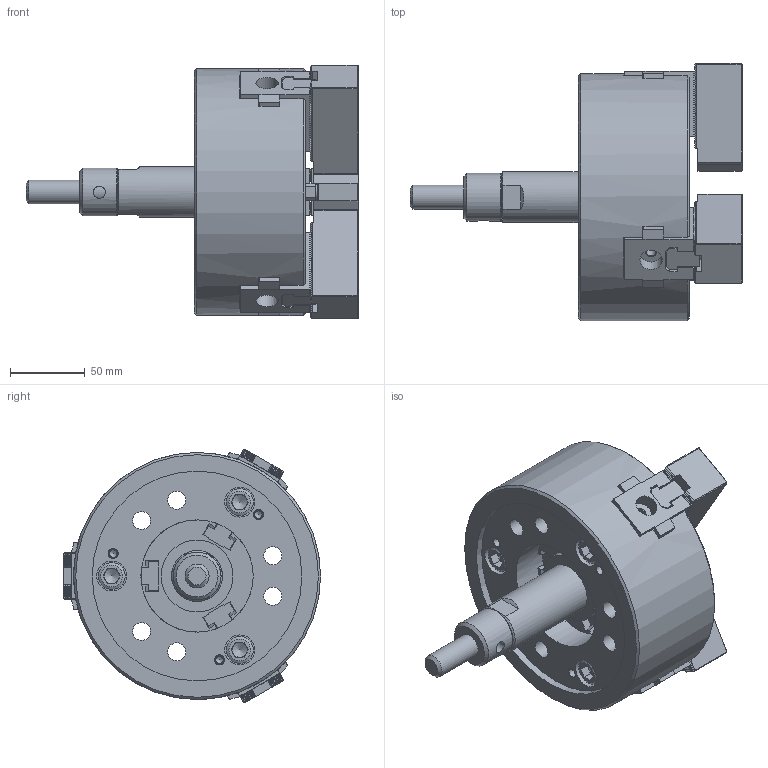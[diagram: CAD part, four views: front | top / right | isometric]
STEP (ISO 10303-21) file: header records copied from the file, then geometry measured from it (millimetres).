
FILE_DESCRIPTION(/* description */ ('Unknown'),/* implementation_level */ '2;1');
FILE_NAME(/* name */ 'NL06-Solid',/* time_stamp */ '2019-08-15T11:16:41+01:00',/* author */ ('Unknown'),/* organization */ ('Unknown'),/* preprocessor_version */ 'ST-DEVELOPER v16.7',/* originating_system */ 'DEX',/* authorisation */ $);
FILE_SCHEMA (('AUTOMOTIVE_DESIGN {1 0 10303 214 3 1 1}'));
Products named in the file (1): 61P211225_NL06_ASSY
Bounding box: 221.7 x 171.75 x 169.49 mm (x, y, z)
Volume: 1552902.3 mm3; surface area: 318279.1 mm2
Topology: 27 solids, 27 shells, 2189 faces, 6077 edges, 3977 vertices
Faces by surface type: plane 1929, cylinder 153, cone 106, torus 1
Full cylindrical faces by diameter (mm): 4.2 x3, 5 x16, 5.5 x3, 6 x6, 8 x1, 8.5 x3, 9.5 x3, 10 x12, 11 x6, 12 x12, 13.5 x3, 15 x3, 16 x9, 17 x13, 18 x3, 20 x3, 24 x1, 25 x2, 32 x1, 34 x2, 35 x1, 48 x1, 75 x1, 140 x1, 165 x1
Entity records: 68496 total; most frequent: CARTESIAN_POINT 12868, ORIENTED_EDGE 11634, DIRECTION 10733, EDGE_CURVE 5817, LINE 5257, VECTOR 5257, VERTEX_POINT 3948, AXIS2_PLACEMENT_3D 2738
